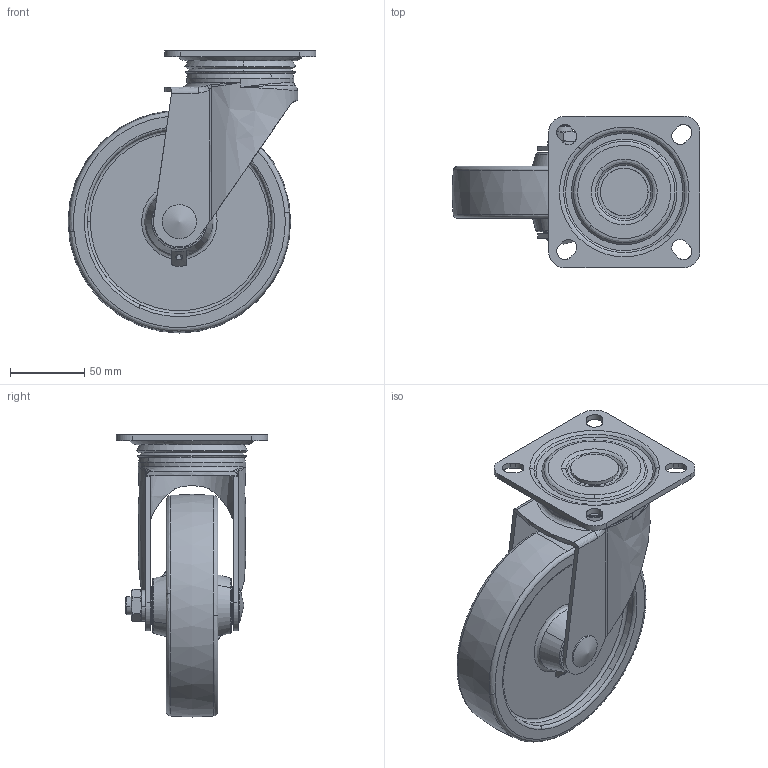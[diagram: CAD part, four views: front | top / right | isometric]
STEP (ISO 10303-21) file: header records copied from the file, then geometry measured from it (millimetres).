
FILE_DESCRIPTION((''),'2;1');
FILE_NAME('','2008-05-03T14:52:46',(''),(''),'','CADfix','');
FILE_SCHEMA(('AUTOMOTIVE_DESIGN { 1 0 10303 214 1 1 1 1 }'));
Length unit declared in the file: millimetre
Bounding box: 167 x 102 x 190 mm (x, y, z)
Volume: 618819 mm3; surface area: 137577.2 mm2
Topology: 5 solids, 5 shells, 257 faces, 785 edges, 548 vertices
Faces by surface type: bspline 257
Entity records: 16093 total; most frequent: CARTESIAN_POINT 11848, ORIENTED_EDGE 1546, EDGE_CURVE 773, VERTEX_POINT 548, EDGE_LOOP 297, FACE_OUTER_BOUND 257, ADVANCED_FACE 257, QUASI_UNIFORM_CURVE 197
